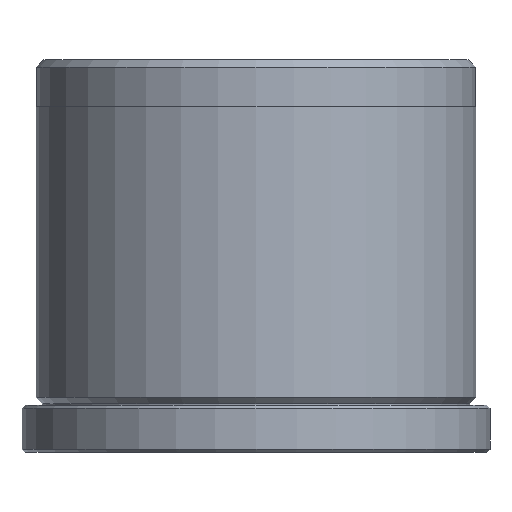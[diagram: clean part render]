
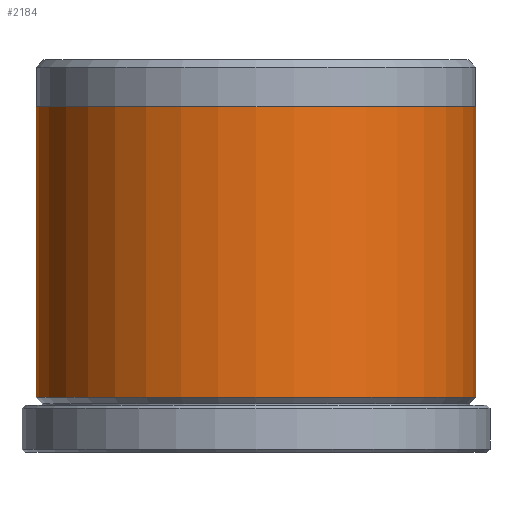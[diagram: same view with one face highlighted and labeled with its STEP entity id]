
A CAD part, front view. The second image highlights one B-rep face of the part: STEP entity #2184.
In plain terms, the highlighted cylindrical face has radius 14 mm (diameter 28 mm), a partial arc.
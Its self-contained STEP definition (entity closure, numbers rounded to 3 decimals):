
#3 = EDGE_CURVE ( 'NONE', #1143, #1268, #1928, .T. ) ;
#206 = EDGE_LOOP ( 'NONE', ( #1570, #244, #214, #1248 ) ) ;
#214 = ORIENTED_EDGE ( 'NONE', *, *, #2350, .T. ) ;
#221 = DIRECTION ( 'NONE',  ( 0., 0., -1. ) ) ;
#230 = VECTOR ( 'NONE', #221, 1000. ) ;
#244 = ORIENTED_EDGE ( 'NONE', *, *, #3, .F. ) ;
#256 = DIRECTION ( 'NONE',  ( 1., 0., 0. ) ) ;
#284 = VERTEX_POINT ( 'NONE', #983 ) ;
#325 = CARTESIAN_POINT ( 'NONE',  ( 0., 0., 22. ) ) ;
#338 = LINE ( 'NONE', #391, #1293 ) ;
#359 = DIRECTION ( 'NONE',  ( 0., 0., 1. ) ) ;
#391 = CARTESIAN_POINT ( 'NONE',  ( 14., 0., 25. ) ) ;
#492 = FACE_OUTER_BOUND ( 'NONE', #206, .T. ) ;
#602 = CARTESIAN_POINT ( 'NONE',  ( -14., 0., 22. ) ) ;
#714 = DIRECTION ( 'NONE',  ( 0., 0., -1. ) ) ;
#807 = CARTESIAN_POINT ( 'NONE',  ( 14., 0., 3.5 ) ) ;
#932 = EDGE_CURVE ( 'NONE', #1186, #284, #2092, .T. ) ;
#938 = CYLINDRICAL_SURFACE ( 'NONE', #2448, 14. ) ;
#983 = CARTESIAN_POINT ( 'NONE',  ( -14., 0., 3.5 ) ) ;
#1069 = AXIS2_PLACEMENT_3D ( 'NONE', #1852, #714, #2038 ) ;
#1104 = EDGE_CURVE ( 'NONE', #1268, #1186, #338, .T. ) ;
#1143 = VERTEX_POINT ( 'NONE', #602 ) ;
#1186 = VERTEX_POINT ( 'NONE', #807 ) ;
#1248 = ORIENTED_EDGE ( 'NONE', *, *, #932, .F. ) ;
#1268 = VERTEX_POINT ( 'NONE', #1402 ) ;
#1293 = VECTOR ( 'NONE', #1729, 1000. ) ;
#1354 = AXIS2_PLACEMENT_3D ( 'NONE', #325, #359, #256 ) ;
#1377 = CARTESIAN_POINT ( 'NONE',  ( -14., 0., 25. ) ) ;
#1402 = CARTESIAN_POINT ( 'NONE',  ( 14., 0., 22. ) ) ;
#1519 = CARTESIAN_POINT ( 'NONE',  ( 0., 0., 25. ) ) ;
#1570 = ORIENTED_EDGE ( 'NONE', *, *, #1104, .F. ) ;
#1729 = DIRECTION ( 'NONE',  ( 0., 0., -1. ) ) ;
#1852 = CARTESIAN_POINT ( 'NONE',  ( 0., 0., 3.5 ) ) ;
#1901 = DIRECTION ( 'NONE',  ( 0., 0., -1. ) ) ;
#1928 = CIRCLE ( 'NONE', #1354, 14. ) ;
#2038 = DIRECTION ( 'NONE',  ( -1., 0., 0. ) ) ;
#2082 = DIRECTION ( 'NONE',  ( -1., 0., 0. ) ) ;
#2092 = CIRCLE ( 'NONE', #1069, 14. ) ;
#2142 = LINE ( 'NONE', #1377, #230 ) ;
#2184 = ADVANCED_FACE ( 'NONE', ( #492 ), #938, .T. ) ;
#2350 = EDGE_CURVE ( 'NONE', #1143, #284, #2142, .T. ) ;
#2448 = AXIS2_PLACEMENT_3D ( 'NONE', #1519, #1901, #2082 ) ;
